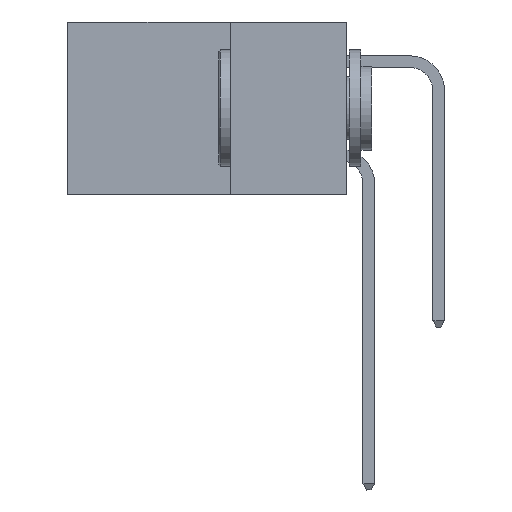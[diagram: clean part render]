
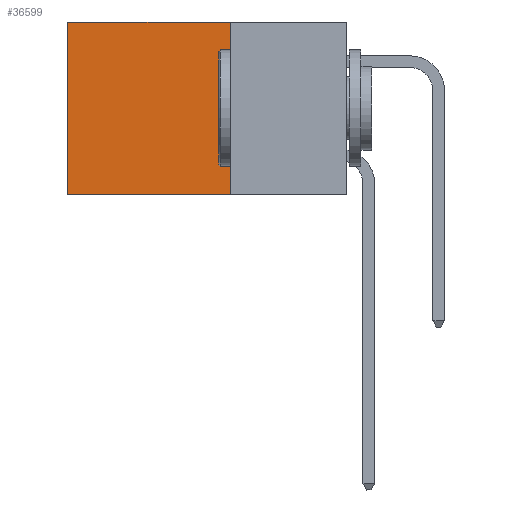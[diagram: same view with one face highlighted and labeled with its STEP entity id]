
A CAD part, left-side view. The second image highlights one B-rep face of the part: STEP entity #36599.
In plain terms, the highlighted planar face has unit normal (-1, 0, 0).
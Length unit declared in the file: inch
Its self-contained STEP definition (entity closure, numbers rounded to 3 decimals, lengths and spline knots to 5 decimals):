
#1817 = VECTOR ( 'NONE', #36113, 39.37008 ) ;
#3817 = ORIENTED_EDGE ( 'NONE', *, *, #4962, .F. ) ;
#4962 = EDGE_CURVE ( 'NONE', #26681, #16119, #18987, .T. ) ;
#7963 = CARTESIAN_POINT ( 'NONE',  ( 0.2875, 0.6, -0.37 ) ) ;
#8663 = CARTESIAN_POINT ( 'NONE',  ( 0.2875, 0.25, 0. ) ) ;
#9253 = VERTEX_POINT ( 'NONE', #8663 ) ;
#10840 = CARTESIAN_POINT ( 'NONE',  ( 0.2875, 0.25, -0.37 ) ) ;
#11497 = CARTESIAN_POINT ( 'NONE',  ( 0.2875, 0.25, 0. ) ) ;
#12268 = EDGE_CURVE ( 'NONE', #21558, #16119, #22720, .T. ) ;
#14129 = DIRECTION ( 'NONE',  ( 1., 0., 0. ) ) ;
#15706 = VECTOR ( 'NONE', #35938, 39.37008 ) ;
#15780 = CARTESIAN_POINT ( 'NONE',  ( 0.2875, 0.6, 0. ) ) ;
#16119 = VERTEX_POINT ( 'NONE', #7963 ) ;
#16239 = VECTOR ( 'NONE', #29241, 39.37008 ) ;
#16331 = CARTESIAN_POINT ( 'NONE',  ( 0.2875, 0.25, -0.37 ) ) ;
#17379 = DIRECTION ( 'NONE',  ( 0., 0., -1. ) ) ;
#18987 = LINE ( 'NONE', #10840, #16239 ) ;
#19789 = EDGE_LOOP ( 'NONE', ( #31713, #3817, #23926, #37723 ) ) ;
#21558 = VERTEX_POINT ( 'NONE', #15780 ) ;
#22720 = LINE ( 'NONE', #24174, #37157 ) ;
#23259 = PLANE ( 'NONE',  #27037 ) ;
#23926 = ORIENTED_EDGE ( 'NONE', *, *, #34239, .F. ) ;
#24106 = CARTESIAN_POINT ( 'NONE',  ( 0.2875, 0.25, 0. ) ) ;
#24174 = CARTESIAN_POINT ( 'NONE',  ( 0.2875, 0.6, 0. ) ) ;
#26681 = VERTEX_POINT ( 'NONE', #16331 ) ;
#27037 = AXIS2_PLACEMENT_3D ( 'NONE', #11497, #14129, #17379 ) ;
#27156 = DIRECTION ( 'NONE',  ( 0., 0., -1. ) ) ;
#29241 = DIRECTION ( 'NONE',  ( 0., 1., 0. ) ) ;
#30734 = FACE_OUTER_BOUND ( 'NONE', #19789, .T. ) ;
#31713 = ORIENTED_EDGE ( 'NONE', *, *, #12268, .T. ) ;
#34239 = EDGE_CURVE ( 'NONE', #9253, #26681, #35814, .T. ) ;
#34904 = EDGE_CURVE ( 'NONE', #9253, #21558, #35298, .T. ) ;
#35298 = LINE ( 'NONE', #36445, #15706 ) ;
#35814 = LINE ( 'NONE', #24106, #1817 ) ;
#35938 = DIRECTION ( 'NONE',  ( 0., 1., 0. ) ) ;
#36113 = DIRECTION ( 'NONE',  ( 0., 0., -1. ) ) ;
#36445 = CARTESIAN_POINT ( 'NONE',  ( 0.2875, 0.25, 0. ) ) ;
#36599 = ADVANCED_FACE ( 'NONE', ( #30734 ), #23259, .F. ) ;
#37157 = VECTOR ( 'NONE', #27156, 39.37008 ) ;
#37723 = ORIENTED_EDGE ( 'NONE', *, *, #34904, .T. ) ;
